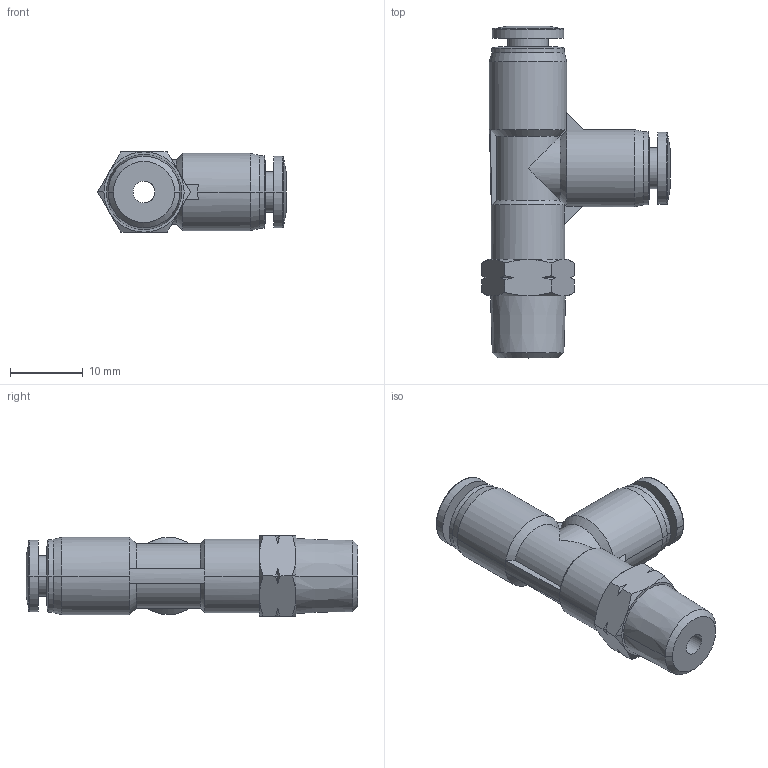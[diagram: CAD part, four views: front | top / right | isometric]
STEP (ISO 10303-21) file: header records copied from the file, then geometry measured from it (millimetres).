
FILE_DESCRIPTION (( 'STEP AP214' ), '1' );
FILE_NAME ('MRT532-18N.step', '2016-02-24T20:44:05', ( '' ), ( '' ), 'SwSTEP 2.0', 'SolidWorks 2015', '' );
FILE_SCHEMA (( 'AUTOMOTIVE_DESIGN' ));
Length unit declared in the file: inch
Products named in the file (1): MRT532-18N
Bounding box: 25.85 x 45.5 x 11 mm (x, y, z)
Volume: 4150.8 mm3; surface area: 3038.2 mm2
Topology: 1 solids, 1 shells, 116 faces, 291 edges, 182 vertices
Faces by surface type: cone 54, cylinder 30, plane 23, bspline 9
Entity records: 5287 total; most frequent: CARTESIAN_POINT 1061, ORIENTED_EDGE 582, DIRECTION 551, EDGE_CURVE 291, AXIS2_PLACEMENT_3D 232, VERTEX_POINT 182, EDGE_LOOP 125, CIRCLE 124
